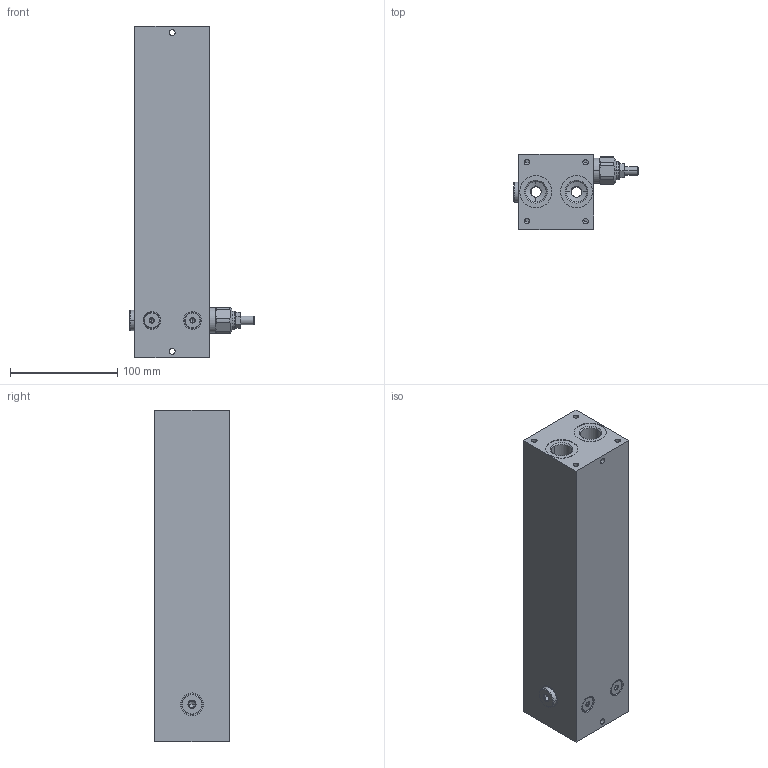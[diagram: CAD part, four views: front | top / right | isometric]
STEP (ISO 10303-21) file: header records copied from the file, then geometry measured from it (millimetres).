
FILE_DESCRIPTION((''),'2;1');
FILE_NAME('_BM5AC2','2021-01-14T',('砐錪賧瘔蠈錪'),(''),'PRO/ENGINEER BY PARAMETRIC TECHNOLOGY CORPORATION, 2012480','PRO/ENGINEER BY PARAMETRIC TECHNOLOGY CORPORATION, 2012480','');
FILE_SCHEMA(('CONFIG_CONTROL_DESIGN'));
Length unit declared in the file: millimetre
Products named in the file (1): _BM5AC2
Bounding box: 116 x 70 x 310 mm (x, y, z)
Volume: 1380830.6 mm3; surface area: 163425.7 mm2
Topology: 1 solids, 3 shells, 971 faces, 2495 edges, 1521 vertices
Faces by surface type: plane 433, cylinder 274, cone 223, torus 32, bspline 7, revolution 2
Entity records: 44887 total; most frequent: CARTESIAN_POINT 21741, ORIENTED_EDGE 4812, DIRECTION 4701, EDGE_CURVE 2406, AXIS2_PLACEMENT_3D 1621, VERTEX_POINT 1521, VECTOR 1457, LINE 1457
